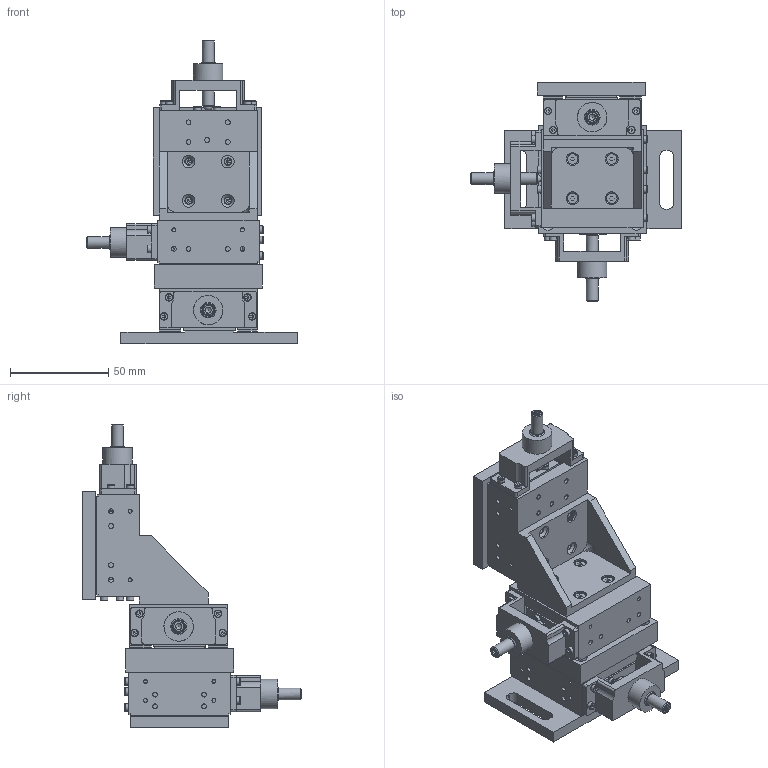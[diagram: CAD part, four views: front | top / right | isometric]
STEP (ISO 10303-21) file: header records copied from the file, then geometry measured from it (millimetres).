
FILE_DESCRIPTION(/* description */ (''),/* implementation_level */ '2;1');
FILE_NAME(/* name */ '02-3TSM-FAS-ABC.stp',/* time_stamp */ '2021-12-20T11:40:02+03:00',/* author */ ('NPeplov'),/* organization */ (''),/* preprocessor_version */ 'ST-DEVELOPER v17.2',/* originating_system */ 'Autodesk Inventor 2019',/* authorisation */ '');
FILE_SCHEMA (('AUTOMOTIVE_DESIGN { 1 0 10303 214 3 1 1 }'));
Products named in the file (1): 02-3TSM-FAS-A-Shell
Bounding box: 107.5 x 111.65 x 155.07 mm (x, y, z)
Volume: 234034.6 mm3; surface area: 95697.7 mm2
Topology: 14 solids, 14 shells, 1413 faces, 3955 edges, 2725 vertices
Faces by surface type: plane 822, cylinder 363, cone 177, torus 38, sphere 13
Full cylindrical faces by diameter (mm): 1.42 x3, 1.567 x21, 1.57 x24, 2 x25, 2.459 x81, 2.46 x6, 3 x6, 3.1 x3, 3.242 x8, 3.5 x12, 3.8 x34, 4.917 x1, 5 x3, 5.35 x12, 6 x6, 6.5 x28, 9 x6, 10 x3, 15 x3
Entity records: 50372 total; most frequent: CARTESIAN_POINT 12278, ORIENTED_EDGE 7718, DIRECTION 7517, EDGE_CURVE 3859, AXIS2_PLACEMENT_3D 2734, VERTEX_POINT 2725, LINE 2049, VECTOR 2049
